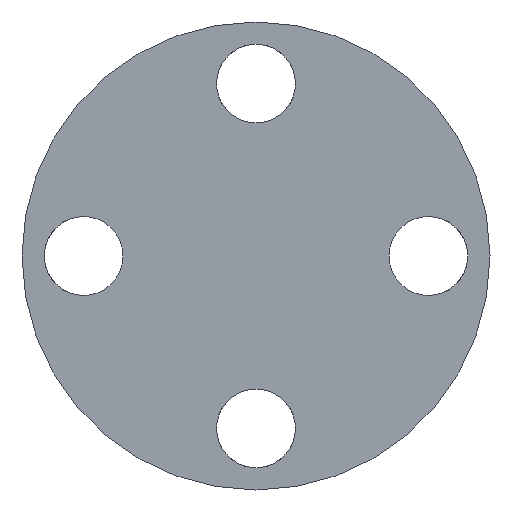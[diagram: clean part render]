
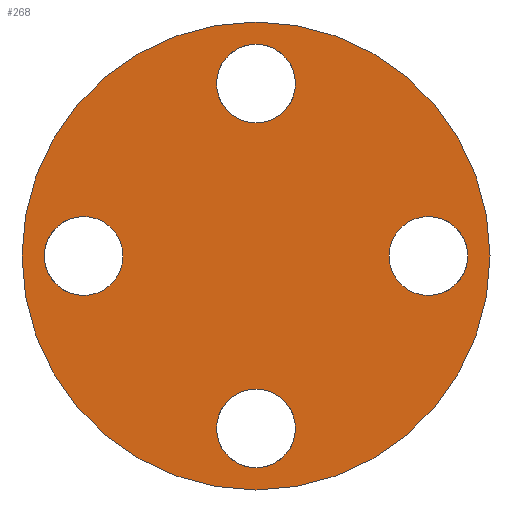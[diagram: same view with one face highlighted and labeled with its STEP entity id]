
A CAD part, left-side view. The second image highlights one B-rep face of the part: STEP entity #268.
In plain terms, the highlighted planar face has unit normal (-1, 0, 0).
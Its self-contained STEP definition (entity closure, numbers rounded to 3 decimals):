
#1 = FACE_OUTER_BOUND ( 'NONE', #579, .T. ) ;
#2 = ORIENTED_EDGE ( 'NONE', *, *, #217, .T. ) ;
#3 = DIRECTION ( 'NONE',  ( 1., 0., 0. ) ) ;
#4 = DIRECTION ( 'NONE',  ( 0., 0., -1. ) ) ;
#5 = EDGE_CURVE ( 'NONE', #219, #403, #216, .T. ) ;
#11 = CIRCLE ( 'NONE', #676, 1.6 ) ;
#26 = DIRECTION ( 'NONE',  ( 0., 0., -1. ) ) ;
#32 = EDGE_CURVE ( 'NONE', #655, #634, #204, .T. ) ;
#36 = AXIS2_PLACEMENT_3D ( 'NONE', #360, #660, #615 ) ;
#37 = CARTESIAN_POINT ( 'NONE',  ( 0., 0., 7. ) ) ;
#41 = DIRECTION ( 'NONE',  ( 0., 0., -1. ) ) ;
#49 = AXIS2_PLACEMENT_3D ( 'NONE', #667, #105, #539 ) ;
#58 = CARTESIAN_POINT ( 'NONE',  ( 0., -7., 1.6 ) ) ;
#66 = CARTESIAN_POINT ( 'NONE',  ( 0., 7., 0. ) ) ;
#74 = CARTESIAN_POINT ( 'NONE',  ( 0., -7., -1.6 ) ) ;
#95 = EDGE_CURVE ( 'NONE', #212, #764, #11, .T. ) ;
#103 = CARTESIAN_POINT ( 'NONE',  ( 0., 0., -8.6 ) ) ;
#105 = DIRECTION ( 'NONE',  ( 1., 0., 0. ) ) ;
#134 = CARTESIAN_POINT ( 'NONE',  ( 0., 0., -7. ) ) ;
#136 = AXIS2_PLACEMENT_3D ( 'NONE', #756, #381, #309 ) ;
#141 = DIRECTION ( 'NONE',  ( 1., 0., 0. ) ) ;
#157 = EDGE_CURVE ( 'NONE', #652, #551, #534, .T. ) ;
#185 = FACE_BOUND ( 'NONE', #686, .T. ) ;
#186 = VERTEX_POINT ( 'NONE', #103 ) ;
#187 = EDGE_CURVE ( 'NONE', #186, #490, #713, .T. ) ;
#188 = DIRECTION ( 'NONE',  ( 0., 0., -1. ) ) ;
#199 = DIRECTION ( 'NONE',  ( 0., 0., -1. ) ) ;
#202 = DIRECTION ( 'NONE',  ( 0., 0., -1. ) ) ;
#204 = CIRCLE ( 'NONE', #560, 1.6 ) ;
#212 = VERTEX_POINT ( 'NONE', #432 ) ;
#216 = CIRCLE ( 'NONE', #468, 9.5 ) ;
#217 = EDGE_CURVE ( 'NONE', #764, #212, #635, .T. ) ;
#219 = VERTEX_POINT ( 'NONE', #622 ) ;
#222 = EDGE_LOOP ( 'NONE', ( #299, #2 ) ) ;
#229 = AXIS2_PLACEMENT_3D ( 'NONE', #351, #507, #4 ) ;
#231 = ORIENTED_EDGE ( 'NONE', *, *, #157, .T. ) ;
#239 = AXIS2_PLACEMENT_3D ( 'NONE', #459, #141, #199 ) ;
#268 = ADVANCED_FACE ( 'NONE', ( #563, #753, #185, #565, #1 ), #316, .F. ) ;
#299 = ORIENTED_EDGE ( 'NONE', *, *, #95, .T. ) ;
#305 = DIRECTION ( 'NONE',  ( 0., 0., -1. ) ) ;
#309 = DIRECTION ( 'NONE',  ( 0., 0., -1. ) ) ;
#316 = PLANE ( 'NONE',  #599 ) ;
#331 = AXIS2_PLACEMENT_3D ( 'NONE', #134, #593, #26 ) ;
#351 = CARTESIAN_POINT ( 'NONE',  ( 0., 0., -7. ) ) ;
#360 = CARTESIAN_POINT ( 'NONE',  ( 0., 7., 0. ) ) ;
#378 = CARTESIAN_POINT ( 'NONE',  ( 0., 0., 0. ) ) ;
#381 = DIRECTION ( 'NONE',  ( 1., 0., 0. ) ) ;
#403 = VERTEX_POINT ( 'NONE', #519 ) ;
#411 = ORIENTED_EDGE ( 'NONE', *, *, #5, .F. ) ;
#412 = CIRCLE ( 'NONE', #773, 1.6 ) ;
#418 = EDGE_CURVE ( 'NONE', #490, #186, #503, .T. ) ;
#429 = DIRECTION ( 'NONE',  ( 1., 0., 0. ) ) ;
#432 = CARTESIAN_POINT ( 'NONE',  ( 0., 0., 5.4 ) ) ;
#438 = CIRCLE ( 'NONE', #239, 9.5 ) ;
#451 = EDGE_CURVE ( 'NONE', #403, #219, #438, .T. ) ;
#459 = CARTESIAN_POINT ( 'NONE',  ( 0., 0., 0. ) ) ;
#460 = ORIENTED_EDGE ( 'NONE', *, *, #187, .T. ) ;
#467 = ORIENTED_EDGE ( 'NONE', *, *, #451, .F. ) ;
#468 = AXIS2_PLACEMENT_3D ( 'NONE', #709, #760, #202 ) ;
#472 = DIRECTION ( 'NONE',  ( 1., 0., 0. ) ) ;
#490 = VERTEX_POINT ( 'NONE', #722 ) ;
#495 = ORIENTED_EDGE ( 'NONE', *, *, #656, .T. ) ;
#503 = CIRCLE ( 'NONE', #331, 1.6 ) ;
#507 = DIRECTION ( 'NONE',  ( 1., 0., 0. ) ) ;
#519 = CARTESIAN_POINT ( 'NONE',  ( 0., 0., 9.5 ) ) ;
#522 = CARTESIAN_POINT ( 'NONE',  ( 0., -7., 0. ) ) ;
#534 = CIRCLE ( 'NONE', #36, 1.6 ) ;
#539 = DIRECTION ( 'NONE',  ( 0., 0., -1. ) ) ;
#551 = VERTEX_POINT ( 'NONE', #657 ) ;
#560 = AXIS2_PLACEMENT_3D ( 'NONE', #522, #472, #795 ) ;
#563 = FACE_BOUND ( 'NONE', #683, .T. ) ;
#565 = FACE_BOUND ( 'NONE', #222, .T. ) ;
#570 = EDGE_CURVE ( 'NONE', #634, #655, #772, .T. ) ;
#579 = EDGE_LOOP ( 'NONE', ( #467, #411 ) ) ;
#593 = DIRECTION ( 'NONE',  ( 1., 0., 0. ) ) ;
#599 = AXIS2_PLACEMENT_3D ( 'NONE', #378, #429, #305 ) ;
#606 = ORIENTED_EDGE ( 'NONE', *, *, #418, .T. ) ;
#615 = DIRECTION ( 'NONE',  ( 0., 0., -1. ) ) ;
#621 = CARTESIAN_POINT ( 'NONE',  ( 0., 7., -1.6 ) ) ;
#622 = CARTESIAN_POINT ( 'NONE',  ( 0., 0., -9.5 ) ) ;
#627 = ORIENTED_EDGE ( 'NONE', *, *, #32, .T. ) ;
#634 = VERTEX_POINT ( 'NONE', #58 ) ;
#635 = CIRCLE ( 'NONE', #136, 1.6 ) ;
#652 = VERTEX_POINT ( 'NONE', #621 ) ;
#655 = VERTEX_POINT ( 'NONE', #74 ) ;
#656 = EDGE_CURVE ( 'NONE', #551, #652, #412, .T. ) ;
#657 = CARTESIAN_POINT ( 'NONE',  ( 0., 7., 1.6 ) ) ;
#660 = DIRECTION ( 'NONE',  ( 1., 0., 0. ) ) ;
#665 = EDGE_LOOP ( 'NONE', ( #460, #606 ) ) ;
#667 = CARTESIAN_POINT ( 'NONE',  ( 0., -7., 0. ) ) ;
#676 = AXIS2_PLACEMENT_3D ( 'NONE', #37, #730, #41 ) ;
#683 = EDGE_LOOP ( 'NONE', ( #231, #495 ) ) ;
#686 = EDGE_LOOP ( 'NONE', ( #627, #702 ) ) ;
#702 = ORIENTED_EDGE ( 'NONE', *, *, #570, .T. ) ;
#709 = CARTESIAN_POINT ( 'NONE',  ( 0., 0., 0. ) ) ;
#713 = CIRCLE ( 'NONE', #229, 1.6 ) ;
#722 = CARTESIAN_POINT ( 'NONE',  ( 0., 0., -5.4 ) ) ;
#730 = DIRECTION ( 'NONE',  ( 1., 0., 0. ) ) ;
#753 = FACE_BOUND ( 'NONE', #665, .T. ) ;
#756 = CARTESIAN_POINT ( 'NONE',  ( 0., 0., 7. ) ) ;
#760 = DIRECTION ( 'NONE',  ( 1., 0., 0. ) ) ;
#761 = CARTESIAN_POINT ( 'NONE',  ( 0., 0., 8.6 ) ) ;
#764 = VERTEX_POINT ( 'NONE', #761 ) ;
#772 = CIRCLE ( 'NONE', #49, 1.6 ) ;
#773 = AXIS2_PLACEMENT_3D ( 'NONE', #66, #3, #188 ) ;
#795 = DIRECTION ( 'NONE',  ( 0., 0., -1. ) ) ;
